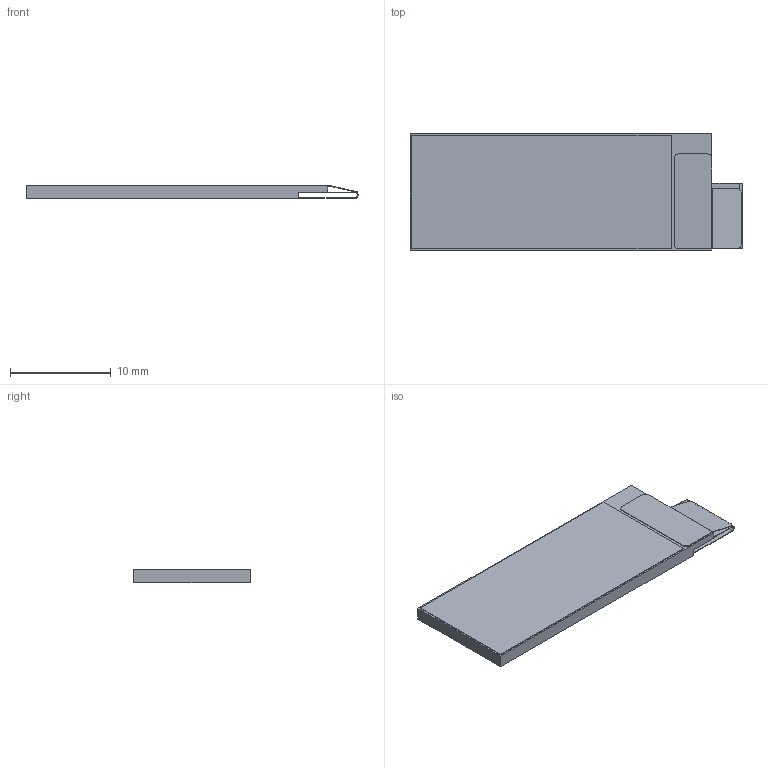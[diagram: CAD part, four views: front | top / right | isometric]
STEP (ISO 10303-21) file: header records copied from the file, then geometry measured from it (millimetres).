
FILE_DESCRIPTION(/* description */ (''),/* implementation_level */ '2;1');
FILE_NAME(/* name */ 'OLED-128x32.step',/* time_stamp */ '2020-03-02T19:45:41+01:00',/* author */ (''),/* organization */ (''),/* preprocessor_version */ 'ST-DEVELOPER v18',/* originating_system */ 'Autodesk Translation Framework v8.12.0.6',/* authorisation */ '');
FILE_SCHEMA (('AUTOMOTIVE_DESIGN { 1 0 10303 214 3 1 1 }'));
Length unit declared in the file: millimetre
Products named in the file (2): OLED_0.91_128x32; OLED_0
Assembly tree (1 placements, depth 2):
  OLED_0.91_128x32
    OLED_0
Bounding box: 33 x 11.6 x 1.36 mm (x, y, z)
Volume: 455.9 mm3; surface area: 962 mm2
Topology: 1 solids, 1 shells, 42 faces, 113 edges, 74 vertices
Faces by surface type: plane 31, cylinder 11
Entity records: 1436 total; most frequent: CARTESIAN_POINT 232, ORIENTED_EDGE 226, DIRECTION 225, EDGE_CURVE 113, LINE 91, VECTOR 91, VERTEX_POINT 74, AXIS2_PLACEMENT_3D 67
